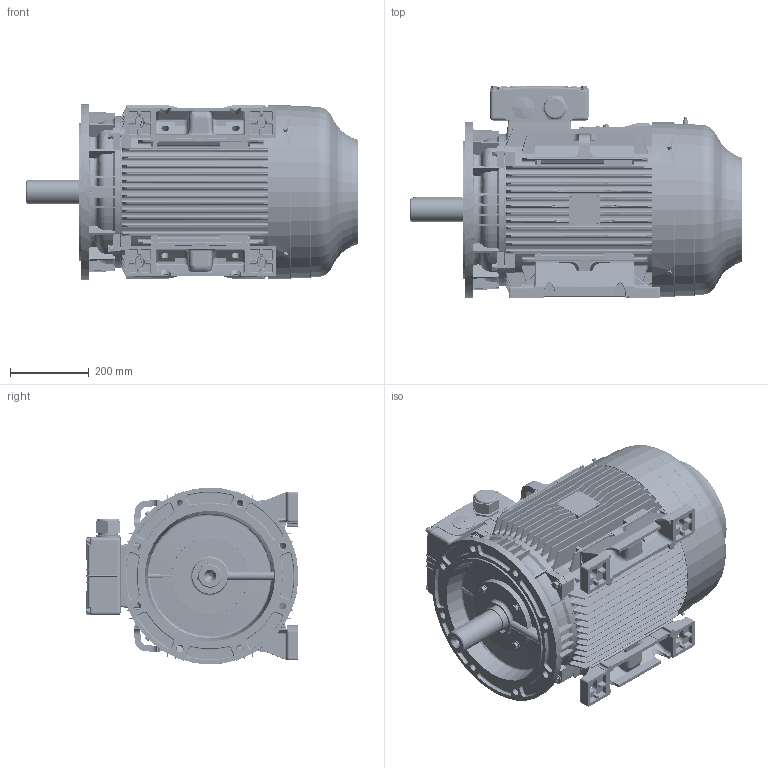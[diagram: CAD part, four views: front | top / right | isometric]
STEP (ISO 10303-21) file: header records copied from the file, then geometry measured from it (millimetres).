
FILE_DESCRIPTION (( 'STEP AP203' ), '1' );
FILE_NAME ('WE225M-468-B35.STEP', '2017-06-24T07:32:05', ( 'Sky123.Org' ), ( 'Sky123.Org' ), 'SwSTEP 2.0', 'SolidWorks 2012', '' );
FILE_SCHEMA (( 'CONFIG_CONTROL_DESIGN' ));
Products named in the file (1): WE225M-468-B35
Bounding box: 845.5 x 541.5 x 450 mm (x, y, z)
Volume: 74235625.6 mm3; surface area: 4523849.4 mm2
Topology: 84 solids, 86 shells, 7396 faces, 20769 edges, 13604 vertices
Faces by surface type: cylinder 3270, plane 2998, cone 557, bspline 309, torus 245, sphere 17
Entity records: 322834 total; most frequent: CARTESIAN_POINT 136600, ORIENTED_EDGE 41372, DIRECTION 35511, EDGE_CURVE 20686, VERTEX_POINT 13604, AXIS2_PLACEMENT_3D 12572, LINE 10367, VECTOR 10367
